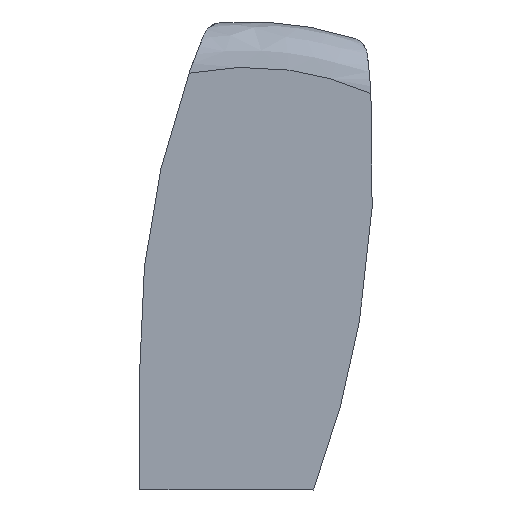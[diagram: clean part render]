
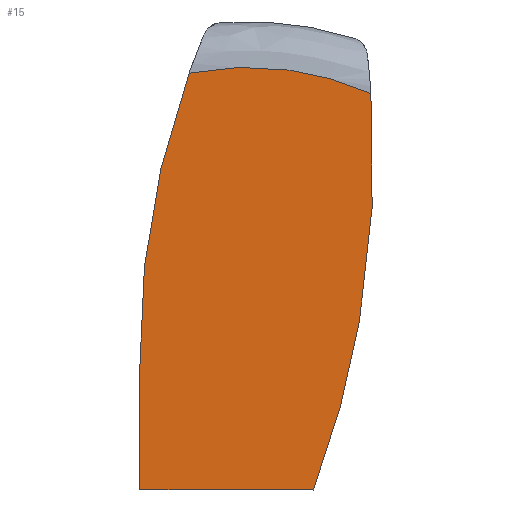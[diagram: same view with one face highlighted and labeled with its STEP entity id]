
A CAD part, front view. The second image highlights one B-rep face of the part: STEP entity #15.
In plain terms, the highlighted free-form (B-spline) face has degree [1, 1] with [2, 2] control points.
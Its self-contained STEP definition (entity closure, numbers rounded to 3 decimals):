
#15=ADVANCED_FACE($,(#26),#154,.T.);
#26=FACE_OUTER_BOUND($,#37,.T.);
#37=EDGE_LOOP($,(#51,#52,#53,#54,#55));
#51=ORIENTED_EDGE($,*,*,#103,.F.);
#52=ORIENTED_EDGE($,*,*,#106,.F.);
#53=ORIENTED_EDGE($,*,*,#107,.F.);
#54=ORIENTED_EDGE($,*,*,#111,.F.);
#55=ORIENTED_EDGE($,*,*,#117,.F.);
#103=EDGE_CURVE($,#129,#135,#173,.T.);
#106=EDGE_CURVE($,#132,#129,#160,.T.);
#107=EDGE_CURVE($,#133,#132,#161,.T.);
#111=EDGE_CURVE($,#137,#133,#175,.T.);
#117=EDGE_CURVE($,#135,#137,#177,.T.);
#129=VERTEX_POINT($,#603);
#132=VERTEX_POINT($,#606);
#133=VERTEX_POINT($,#607);
#135=VERTEX_POINT($,#609);
#137=VERTEX_POINT($,#611);
#154=B_SPLINE_SURFACE_WITH_KNOTS($,1,1,((#464,#465),(#466,#467)),.UNSPECIFIED.,
.F.,.F.,.F.,(2,2),(2,2),(-331.529,135.582),(-2.647,
257.918),.UNSPECIFIED.);
#160=B_SPLINE_CURVE_WITH_KNOTS($,1,(#290,#291),.UNSPECIFIED.,.F.,.F.,(2,
2),(862.696,998.277),.UNSPECIFIED.);
#161=B_SPLINE_CURVE_WITH_KNOTS($,1,(#292,#293),.UNSPECIFIED.,.F.,.F.,(2,
2),(672.686,862.696),.UNSPECIFIED.);
#173=(
BOUNDED_CURVE()
B_SPLINE_CURVE(2,(#283,#284,#285),.UNSPECIFIED.,.F.,.F.)
B_SPLINE_CURVE_WITH_KNOTS((3,3),(-384.862,-58.093),.UNSPECIFIED.)
CURVE()
GEOMETRIC_REPRESENTATION_ITEM()
RATIONAL_B_SPLINE_CURVE((1.,0.984,1.))
REPRESENTATION_ITEM($)
);
#175=(
BOUNDED_CURVE()
B_SPLINE_CURVE(2,(#301,#302,#303),.UNSPECIFIED.,.F.,.F.)
B_SPLINE_CURVE_WITH_KNOTS((3,3),(230.94,672.686),.UNSPECIFIED.)
CURVE()
GEOMETRIC_REPRESENTATION_ITEM()
RATIONAL_B_SPLINE_CURVE((1.,0.977,1.))
REPRESENTATION_ITEM($)
);
#177=(
BOUNDED_CURVE()
B_SPLINE_CURVE(3,(#366,#367,#368,#369,#370,#371,#372,#373,#374,#375,#376,
#377,#378,#379),.UNSPECIFIED.,.F.,.F.)
B_SPLINE_CURVE_WITH_KNOTS((4,3,1,1,1,1,3,4),(-27.547,0.,37.162,
74.573,111.99,130.922,151.523,175.813),
.UNSPECIFIED.)
CURVE()
GEOMETRIC_REPRESENTATION_ITEM()
RATIONAL_B_SPLINE_CURVE((1.,1.,1.,1.,1.,1.,1.,1.,1.,1.,1.,1.,1.,1.))
REPRESENTATION_ITEM($)
);
#283=CARTESIAN_POINT($,(5102.085,-2807.647,135.582));
#284=CARTESIAN_POINT($,(5099.721,-2807.647,300.754));
#285=CARTESIAN_POINT($,(5155.956,-2807.647,456.076));
#290=CARTESIAN_POINT($,(5102.085,-2807.647,0.));
#291=CARTESIAN_POINT($,(5102.085,-2807.647,135.582));
#292=CARTESIAN_POINT($,(5292.094,-2807.647,0.));
#293=CARTESIAN_POINT($,(5102.085,-2807.647,0.));
#301=CARTESIAN_POINT($,(5354.856,-2807.647,433.845));
#302=CARTESIAN_POINT($,(5370.771,-2807.647,210.08));
#303=CARTESIAN_POINT($,(5292.094,-2807.647,0.));
#366=CARTESIAN_POINT($,(5155.956,-2807.647,456.076));
#367=CARTESIAN_POINT($,(5164.959,-2807.647,457.88));
#368=CARTESIAN_POINT($,(5174.038,-2807.647,459.307));
#369=CARTESIAN_POINT($,(5183.161,-2807.647,460.351));
#370=CARTESIAN_POINT($,(5195.468,-2807.647,461.76));
#371=CARTESIAN_POINT($,(5220.324,-2807.647,463.191));
#372=CARTESIAN_POINT($,(5257.656,-2807.647,461.106));
#373=CARTESIAN_POINT($,(5288.511,-2807.647,455.825));
#374=CARTESIAN_POINT($,(5313.341,-2807.647,449.348));
#375=CARTESIAN_POINT($,(5325.876,-2807.647,445.261));
#376=CARTESIAN_POINT($,(5332.335,-2807.647,442.929));
#377=CARTESIAN_POINT($,(5339.95,-2807.647,440.179));
#378=CARTESIAN_POINT($,(5347.464,-2807.647,437.148));
#379=CARTESIAN_POINT($,(5354.856,-2807.647,433.845));
#464=CARTESIAN_POINT($,(5099.438,-2807.647,467.111));
#465=CARTESIAN_POINT($,(5360.003,-2807.647,467.111));
#466=CARTESIAN_POINT($,(5099.438,-2807.647,0.));
#467=CARTESIAN_POINT($,(5360.003,-2807.647,0.));
#603=CARTESIAN_POINT($,(5102.085,-2807.647,135.582));
#606=CARTESIAN_POINT($,(5102.085,-2807.647,0.));
#607=CARTESIAN_POINT($,(5292.094,-2807.647,0.));
#609=CARTESIAN_POINT($,(5155.956,-2807.647,456.076));
#611=CARTESIAN_POINT($,(5354.856,-2807.647,433.845));
